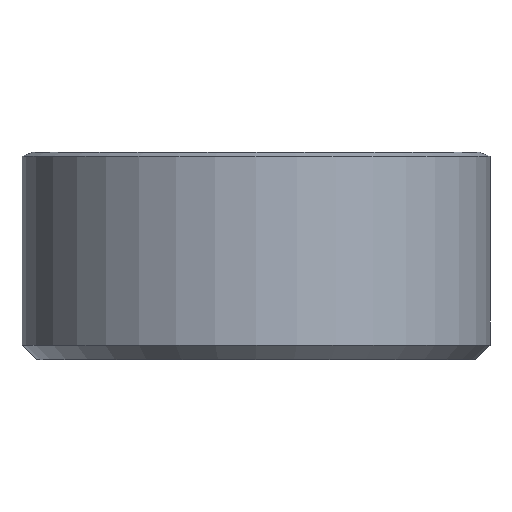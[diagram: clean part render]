
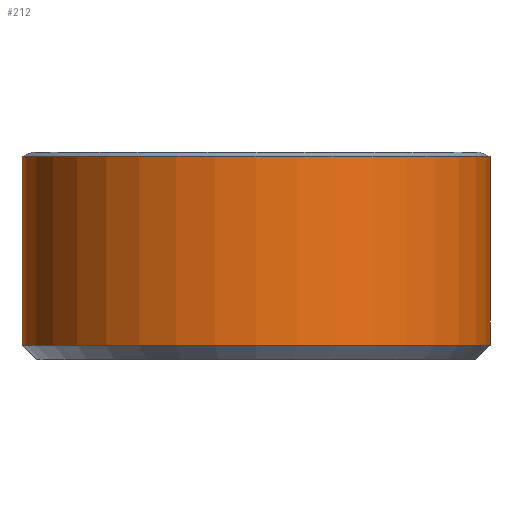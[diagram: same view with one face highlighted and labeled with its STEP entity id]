
A CAD part, front view. The second image highlights one B-rep face of the part: STEP entity #212.
In plain terms, the highlighted cylindrical face has radius 4 mm (diameter 8 mm), a partial arc.
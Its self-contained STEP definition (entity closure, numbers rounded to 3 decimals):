
#7 = ORIENTED_EDGE ( 'NONE', *, *, #258, .T. ) ;
#15 = DIRECTION ( 'NONE',  ( 0., 0., -1. ) ) ;
#18 = CARTESIAN_POINT ( 'NONE',  ( 0., 0., -1.523 ) ) ;
#22 = VERTEX_POINT ( 'NONE', #108 ) ;
#24 = LINE ( 'NONE', #276, #134 ) ;
#33 = AXIS2_PLACEMENT_3D ( 'NONE', #103, #168, #245 ) ;
#52 = LINE ( 'NONE', #216, #286 ) ;
#75 = ORIENTED_EDGE ( 'NONE', *, *, #255, .F. ) ;
#85 = AXIS2_PLACEMENT_3D ( 'NONE', #18, #98, #166 ) ;
#90 = VERTEX_POINT ( 'NONE', #305 ) ;
#91 = EDGE_LOOP ( 'NONE', ( #75, #96, #7, #225 ) ) ;
#92 = EDGE_CURVE ( 'NONE', #236, #22, #183, .T. ) ;
#96 = ORIENTED_EDGE ( 'NONE', *, *, #297, .T. ) ;
#98 = DIRECTION ( 'NONE',  ( 0., 0., 1. ) ) ;
#103 = CARTESIAN_POINT ( 'NONE',  ( 0., 0., 0.227 ) ) ;
#107 = VERTEX_POINT ( 'NONE', #119 ) ;
#108 = CARTESIAN_POINT ( 'NONE',  ( -4., 0., 1.702 ) ) ;
#119 = CARTESIAN_POINT ( 'NONE',  ( 4., 0., -1.523 ) ) ;
#121 = CARTESIAN_POINT ( 'NONE',  ( 0., 0., 1.702 ) ) ;
#134 = VECTOR ( 'NONE', #171, 1000. ) ;
#151 = FACE_OUTER_BOUND ( 'NONE', #91, .T. ) ;
#166 = DIRECTION ( 'NONE',  ( 1., 0., 0. ) ) ;
#168 = DIRECTION ( 'NONE',  ( 0., 0., 1. ) ) ;
#171 = DIRECTION ( 'NONE',  ( 0., 0., 1. ) ) ;
#183 = CIRCLE ( 'NONE', #220, 4. ) ;
#212 = ADVANCED_FACE ( 'NONE', ( #151 ), #244, .T. ) ;
#216 = CARTESIAN_POINT ( 'NONE',  ( 4., 0., 0.227 ) ) ;
#220 = AXIS2_PLACEMENT_3D ( 'NONE', #121, #15, #262 ) ;
#221 = CIRCLE ( 'NONE', #85, 4. ) ;
#225 = ORIENTED_EDGE ( 'NONE', *, *, #92, .T. ) ;
#236 = VERTEX_POINT ( 'NONE', #239 ) ;
#239 = CARTESIAN_POINT ( 'NONE',  ( 4., 0., 1.702 ) ) ;
#244 = CYLINDRICAL_SURFACE ( 'NONE', #33, 4. ) ;
#245 = DIRECTION ( 'NONE',  ( 1., 0., 0. ) ) ;
#255 = EDGE_CURVE ( 'NONE', #90, #22, #24, .T. ) ;
#258 = EDGE_CURVE ( 'NONE', #107, #236, #52, .T. ) ;
#262 = DIRECTION ( 'NONE',  ( -1., 0., 0. ) ) ;
#276 = CARTESIAN_POINT ( 'NONE',  ( -4., 0., 0.227 ) ) ;
#285 = DIRECTION ( 'NONE',  ( 0., 0., 1. ) ) ;
#286 = VECTOR ( 'NONE', #285, 1000. ) ;
#297 = EDGE_CURVE ( 'NONE', #90, #107, #221, .T. ) ;
#305 = CARTESIAN_POINT ( 'NONE',  ( -4., 0., -1.523 ) ) ;
